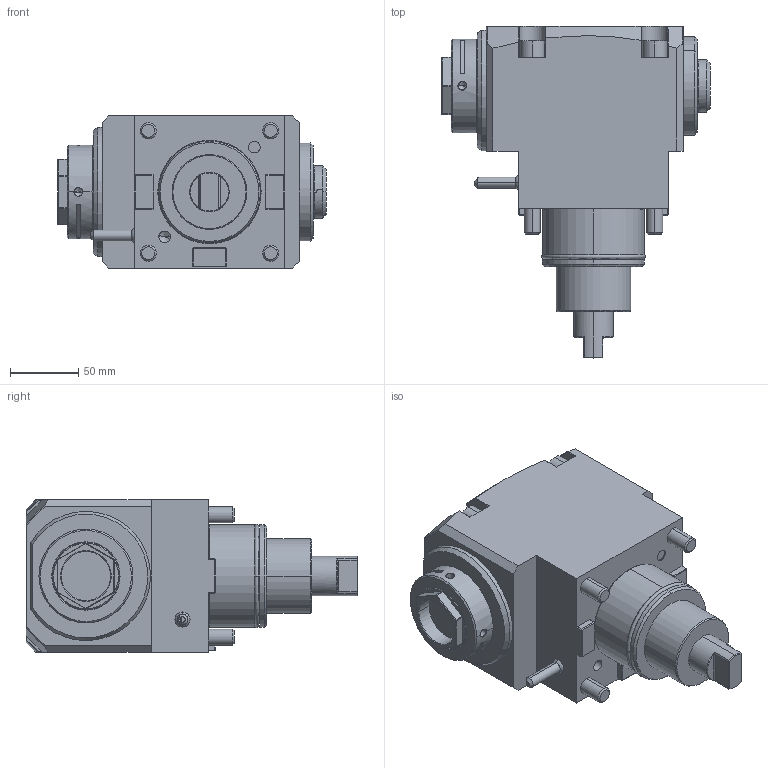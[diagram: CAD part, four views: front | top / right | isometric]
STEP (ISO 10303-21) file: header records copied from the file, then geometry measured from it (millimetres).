
FILE_DESCRIPTION((''),'2;1');
FILE_NAME('NGT2_75_205_40_3_3_90_DO','2023-09-29T',('vali'),('NOVA GRUP'),'PRO/ENGINEER BY PARAMETRIC TECHNOLOGY CORPORATION, 2010280','PRO/ENGINEER BY PARAMETRIC TECHNOLOGY CORPORATION, 2010280','');
FILE_SCHEMA(('CONFIG_CONTROL_DESIGN'));
Length unit declared in the file: millimetre
Products named in the file (1): NGT2_75_205_40_3_3_90_DO
Bounding box: 197.3 x 244 x 112 mm (x, y, z)
Volume: 2438696.8 mm3; surface area: 141530.2 mm2
Topology: 2 solids, 2 shells, 308 faces, 762 edges, 476 vertices
Faces by surface type: plane 152, cylinder 75, cone 49, bspline 12, extrusion 12, torus 6, sphere 2
Entity records: 10989 total; most frequent: CARTESIAN_POINT 3848, ORIENTED_EDGE 1504, DIRECTION 1391, EDGE_CURVE 752, AXIS2_PLACEMENT_3D 477, VERTEX_POINT 476, VECTOR 437, LINE 425
